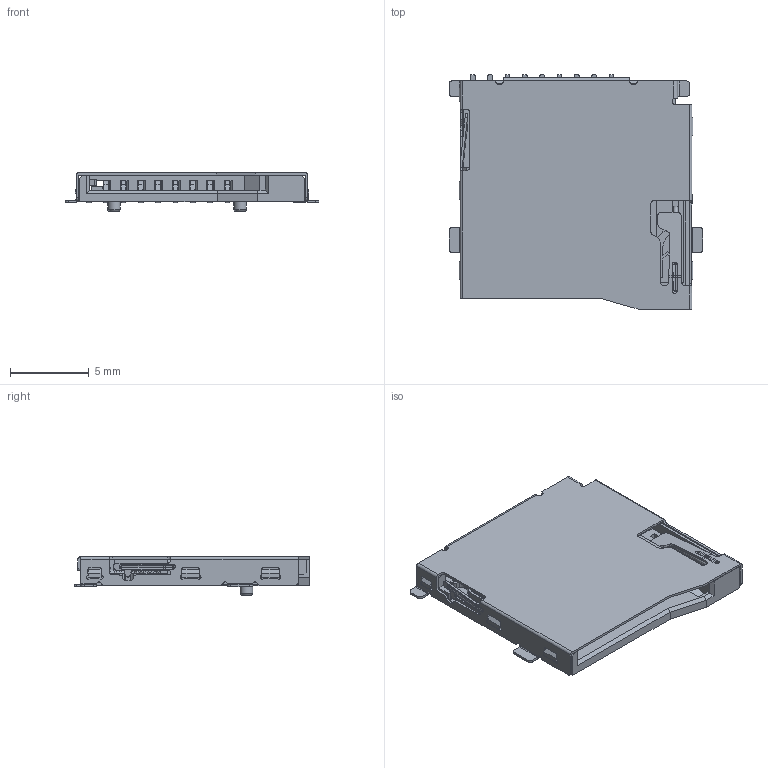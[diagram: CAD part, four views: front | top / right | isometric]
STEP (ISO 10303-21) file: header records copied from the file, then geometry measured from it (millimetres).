
FILE_DESCRIPTION(/* description */ ('Unknown'),/* implementation_level */ '2;1');
FILE_NAME(/* name */ '693071040911',/* time_stamp */ '2025-02-19T10:03:05+01:00',/* author */ ('Unknown'),/* organization */ ('Unknown'),/* preprocessor_version */ 'ST-DEVELOPER v19.4',/* originating_system */ 'Solid Edge',/* authorisation */ 'Unknown');
FILE_SCHEMA (('AUTOMOTIVE_DESIGN {1 0 10303 214 3 1 1}'));
Length unit declared in the file: millimetre
Products named in the file (10): 693071040911; 693071040911_Housing_oa_0; 693071040911_Shielding; 693071040911_Pin4; 693071040911_Pin3; 693071040911_Clip; 693071040911_pin2; 693071040911_Spring; 693071040911_Housing2; 693071040911_Pin1
Assembly tree (14 placements, depth 2):
  693071040911
    693071040911_Housing_oa_0
    693071040911_Shielding
    693071040911_Pin4
    693071040911_Pin3  x2
    693071040911_Clip
    693071040911_pin2
    693071040911_Spring
    693071040911_Housing2
    693071040911_Pin1  x5
Bounding box: 16.1 x 14.9 x 2.45 mm (x, y, z)
Volume: 168.8 mm3; surface area: 1282.2 mm2
Topology: 14 solids, 14 shells, 1045 faces, 2929 edges, 1887 vertices
Faces by surface type: plane 763, cylinder 255, torus 16, sphere 8, bspline 2, cone 1
Full cylindrical faces by diameter (mm): 0.3 x3, 0.42 x1, 0.7 x1, 0.8 x2
Entity records: 33748 total; most frequent: CARTESIAN_POINT 7082, ORIENTED_EDGE 4828, DIRECTION 4578, EDGE_CURVE 2414, LINE 1990, VECTOR 1990, VERTEX_POINT 1563, AXIS2_PLACEMENT_3D 1294
